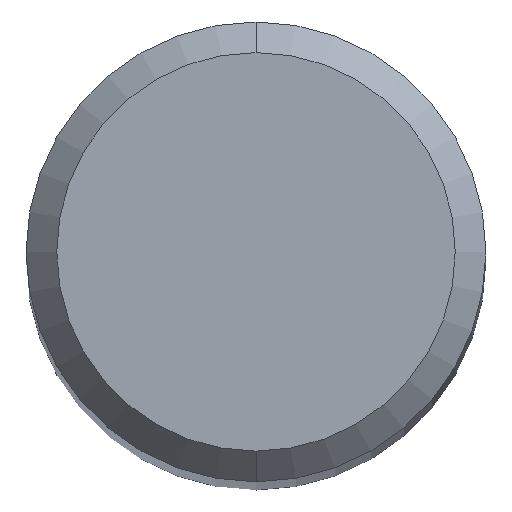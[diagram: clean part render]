
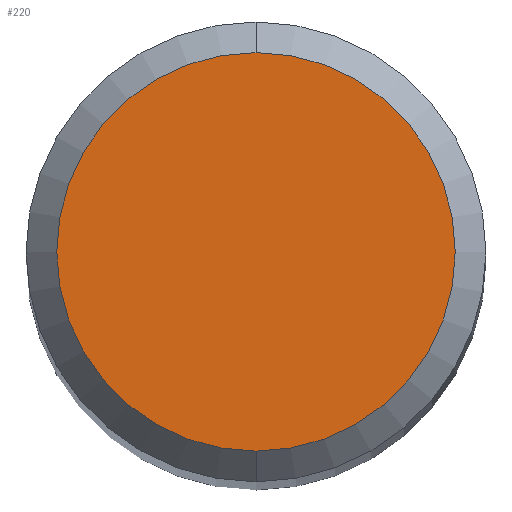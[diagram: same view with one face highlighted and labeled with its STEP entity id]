
A CAD part, top view. The second image highlights one B-rep face of the part: STEP entity #220.
In plain terms, the highlighted planar face has unit normal (0, 0, 1).
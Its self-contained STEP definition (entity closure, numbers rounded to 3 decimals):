
#110=EDGE_CURVE('',#166,#224,#261,.T.);
#134=EDGE_CURVE('',#224,#166,#290,.T.);
#166=VERTEX_POINT('',#326);
#220=ADVANCED_FACE('',(#385),#386,.T.);
#224=VERTEX_POINT('',#390);
#261=CIRCLE('',#422,2.6);
#290=CIRCLE('',#458,2.6);
#326=CARTESIAN_POINT('',(0.0,2.6,0.0));
#385=FACE_OUTER_BOUND('',#579,.T.);
#386=PLANE('',#580);
#390=CARTESIAN_POINT('',(0.,-2.6,0.0));
#422=AXIS2_PLACEMENT_3D('',#610,#611,#612);
#458=AXIS2_PLACEMENT_3D('',#652,#653,#654);
#579=EDGE_LOOP('',(#772,#773));
#580=AXIS2_PLACEMENT_3D('',#774,#775,#776);
#610=CARTESIAN_POINT('',(0.0,0.0,0.0));
#611=DIRECTION('',(0.0,0.0,-1.0));
#612=DIRECTION('',(0.0,1.0,0.0));
#652=CARTESIAN_POINT('',(0.0,0.0,0.0));
#653=DIRECTION('',(0.0,0.0,-1.0));
#654=DIRECTION('',(0.0,1.0,0.0));
#772=ORIENTED_EDGE('',*,*,#110,.F.);
#773=ORIENTED_EDGE('',*,*,#134,.F.);
#774=CARTESIAN_POINT('',(0.0,1.3,0.0));
#775=DIRECTION('',(-0.0,0.0,1.0));
#776=DIRECTION('',(0.0,-1.0,0.0));
